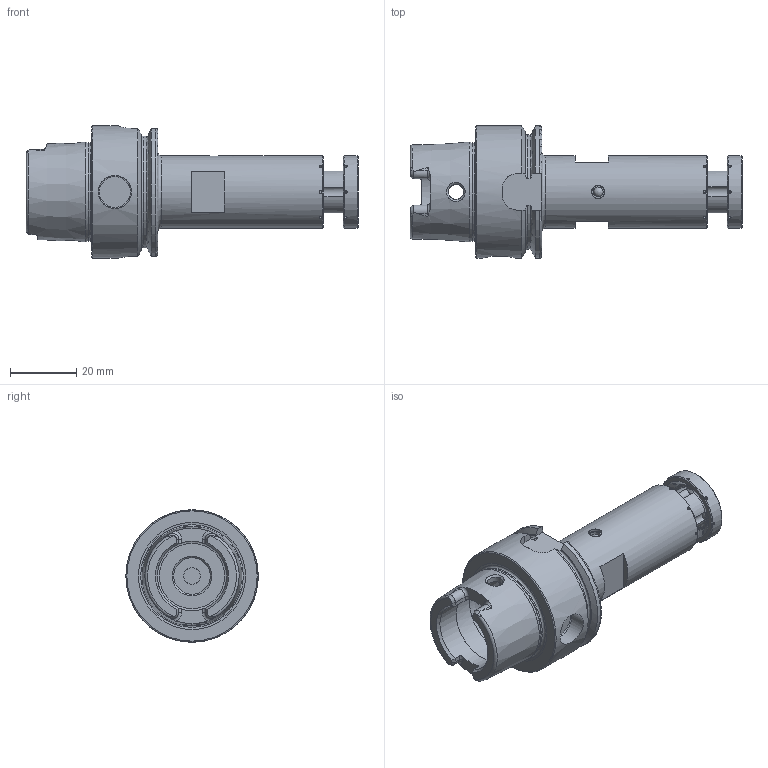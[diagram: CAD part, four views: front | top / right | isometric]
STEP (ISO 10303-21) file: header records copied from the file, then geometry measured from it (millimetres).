
FILE_DESCRIPTION (( 'STEP AP214' ), '1' );
FILE_NAME ('HA4.13S.022.070.STEP', '2020-08-13T11:18:17', ( '' ), ( '' ), 'SwSTEP 2.0', 'SolidWorks 2017', '' );
FILE_SCHEMA (( 'AUTOMOTIVE_DESIGN' ));
Length unit declared in the file: millimetre
Products named in the file (5): HA4.13S.022.070; KVT_MB_600_040; 13S-ER1.022.021_A; DIN 7991 - M6x35; HA4-13S.022.070_A_Fertigbearbeitung
Assembly tree (4 placements, depth 2):
  HA4.13S.022.070
    HA4-13S.022.070_A_Fertigbearbeitung
    13S-ER1.022.021_A
    KVT_MB_600_040
    DIN 7991 - M6x35
Bounding box: 100.4 x 40 x 40 mm (x, y, z)
Volume: 43046.6 mm3; surface area: 17877.4 mm2
Topology: 5 solids, 5 shells, 235 faces, 619 edges, 393 vertices
Faces by surface type: cylinder 74, plane 72, cone 56, torus 30, bspline 2, sphere 1
Full cylindrical faces by diameter (mm): 0.8 x16, 3 x1, 3.3 x3, 4 x3, 4.6 x2, 5 x1, 6 x1, 6.6 x1, 10 x1, 11 x1, 11.3 x1, 12.5 x1, 17.5 x1, 21 x2, 22 x2, 25.5 x1, 29.707 x1, 40 x1
Entity records: 9747 total; most frequent: CARTESIAN_POINT 3523, ORIENTED_EDGE 994, DIRECTION 985, EDGE_CURVE 497, AXIS2_PLACEMENT_3D 428, EDGE_LOOP 367, VERTEX_POINT 360, FACE_OUTER_BOUND 285
